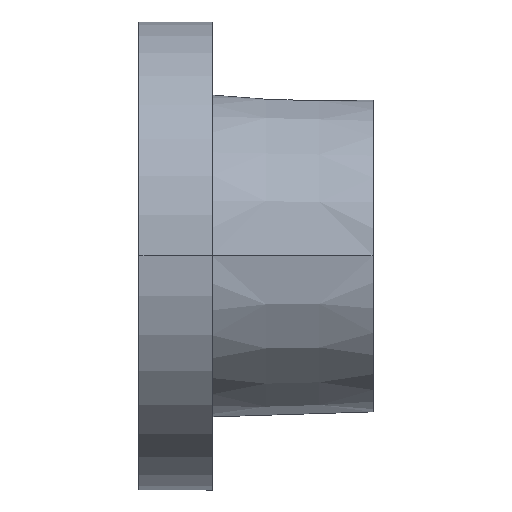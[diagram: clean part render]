
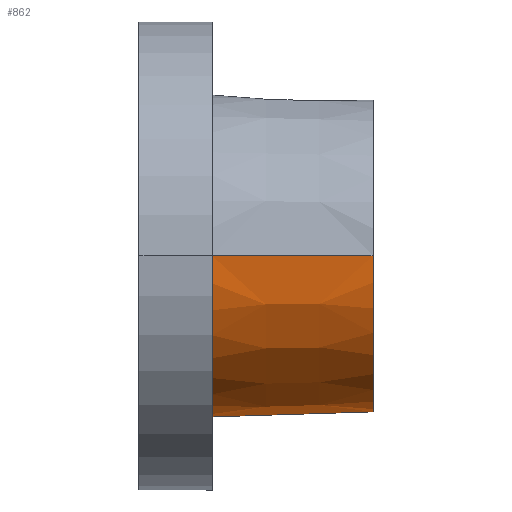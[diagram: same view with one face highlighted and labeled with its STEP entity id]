
A CAD part, top view. The second image highlights one B-rep face of the part: STEP entity #862.
In plain terms, the highlighted conical face has half-angle 1.79 degrees and reference radius 17.462 mm.
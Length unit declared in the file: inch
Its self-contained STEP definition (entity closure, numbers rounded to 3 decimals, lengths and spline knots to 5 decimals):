
#2 = CARTESIAN_POINT ( 'NONE',  ( 21.9989, 0., 0. ) ) ;
#9 = DIRECTION ( 'NONE',  ( 0., 0., 1. ) ) ;
#10 = EDGE_LOOP ( 'NONE', ( #528, #972, #249, #378 ) ) ;
#20 = AXIS2_PLACEMENT_3D ( 'NONE', #730, #179, #550 ) ;
#28 = CARTESIAN_POINT ( 'NONE',  ( 0.6875, 0., 0.66601 ) ) ;
#38 = VERTEX_POINT ( 'NONE', #28 ) ;
#52 = VERTEX_POINT ( 'NONE', #477 ) ;
#124 = VERTEX_POINT ( 'NONE', #571 ) ;
#131 = AXIS2_PLACEMENT_3D ( 'NONE', #396, #981, #469 ) ;
#179 = DIRECTION ( 'NONE',  ( -1., 0., 0. ) ) ;
#197 = CARTESIAN_POINT ( 'NONE',  ( 0., 0., 0.6875 ) ) ;
#223 = LINE ( 'NONE', #2, #380 ) ;
#249 = ORIENTED_EDGE ( 'NONE', *, *, #848, .F. ) ;
#363 = LINE ( 'NONE', #197, #1017 ) ;
#369 = CONICAL_SURFACE ( 'NONE', #20, 0.6875, 0.031 ) ;
#378 = ORIENTED_EDGE ( 'NONE', *, *, #786, .T. ) ;
#380 = VECTOR ( 'NONE', #453, 39.37008 ) ;
#396 = CARTESIAN_POINT ( 'NONE',  ( 0.6875, 0., 0. ) ) ;
#431 = CIRCLE ( 'NONE', #131, 0.66601 ) ;
#453 = DIRECTION ( 'NONE',  ( 1., 0.031, -0.001 ) ) ;
#459 = DIRECTION ( 'NONE',  ( -1., 0., 0. ) ) ;
#469 = DIRECTION ( 'NONE',  ( 0., 0., -1. ) ) ;
#477 = CARTESIAN_POINT ( 'NONE',  ( 0., 0., 0.6875 ) ) ;
#523 = FACE_OUTER_BOUND ( 'NONE', #10, .T. ) ;
#528 = ORIENTED_EDGE ( 'NONE', *, *, #901, .T. ) ;
#535 = CIRCLE ( 'NONE', #1002, 0.6875 ) ;
#550 = DIRECTION ( 'NONE',  ( 0., 0., 1. ) ) ;
#571 = CARTESIAN_POINT ( 'NONE',  ( 0.6875, -0.66591, 0.01162 ) ) ;
#591 = VERTEX_POINT ( 'NONE', #868 ) ;
#730 = CARTESIAN_POINT ( 'NONE',  ( 0., 0., 0. ) ) ;
#786 = EDGE_CURVE ( 'NONE', #591, #124, #223, .T. ) ;
#848 = EDGE_CURVE ( 'NONE', #591, #52, #535, .T. ) ;
#862 = ADVANCED_FACE ( 'NONE', ( #523 ), #369, .T. ) ;
#868 = CARTESIAN_POINT ( 'NONE',  ( 0., -0.6874, 0.012 ) ) ;
#901 = EDGE_CURVE ( 'NONE', #124, #38, #431, .T. ) ;
#971 = CARTESIAN_POINT ( 'NONE',  ( 0., 0., 0. ) ) ;
#972 = ORIENTED_EDGE ( 'NONE', *, *, #995, .T. ) ;
#979 = DIRECTION ( 'NONE',  ( -1., 0., 0.031 ) ) ;
#981 = DIRECTION ( 'NONE',  ( -1., 0., 0. ) ) ;
#995 = EDGE_CURVE ( 'NONE', #38, #52, #363, .T. ) ;
#1002 = AXIS2_PLACEMENT_3D ( 'NONE', #971, #459, #9 ) ;
#1017 = VECTOR ( 'NONE', #979, 39.37008 ) ;
